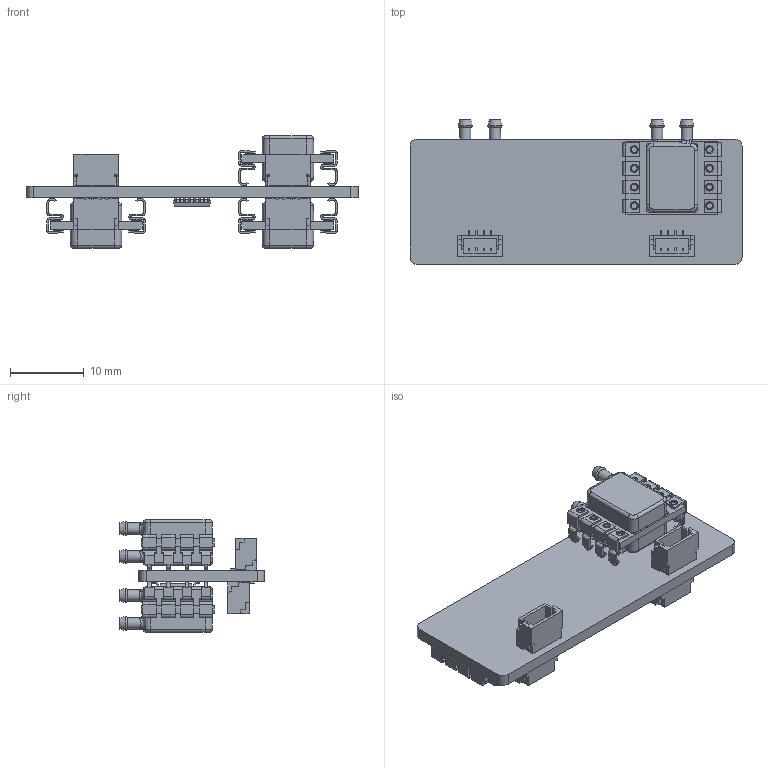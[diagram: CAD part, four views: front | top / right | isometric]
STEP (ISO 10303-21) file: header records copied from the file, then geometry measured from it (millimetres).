
FILE_DESCRIPTION(('KiCad electronic assembly'),'2;1');
FILE_NAME('pressure-qwiic-3.step','2023-03-04T20:14:08',('Pcbnew'),( 'Kicad'),'Open CASCADE STEP processor 7.5','KiCad to STEP converter' ,'Unknown');
FILE_SCHEMA(('AUTOMOTIVE_DESIGN { 1 0 10303 214 1 1 1 1 }'));
Length unit declared in the file: millimetre
Products named in the file (8): pressure-qwiic-3 1; BM04B-SRSS; SOLID; sps-siot-trustability-smt-rr; COMPOUND; SC18IS606PWJ; pressure-qwiic-3 PCB
Assembly tree (12 placements, depth 3):
  pressure-qwiic-3 1
    BM04B-SRSS  x4
      SOLID
    sps-siot-trustability-smt-rr  x3
      COMPOUND
    SC18IS606PWJ
      COMPOUND
    pressure-qwiic-3 PCB
Bounding box: 45 x 19.63 x 15.23 mm (x, y, z)
Volume: 2926.7 mm3; surface area: 4844.8 mm2
Topology: 25 solids, 25 shells, 2090 faces, 5344 edges, 3400 vertices
Faces by surface type: plane 1279, cylinder 364, torus 174, cone 132, bspline 132, sphere 9
Full cylindrical faces by diameter (mm): 0.55 x1, 1.52 x6
Entity records: 61534 total; most frequent: CARTESIAN_POINT 19225, DIRECTION 7795, LINE 4789, VECTOR 4789, ORIENTED_EDGE 4192, PCURVE 4192, DEFINITIONAL_REPRESENTATION 4192, EDGE_CURVE 2096
